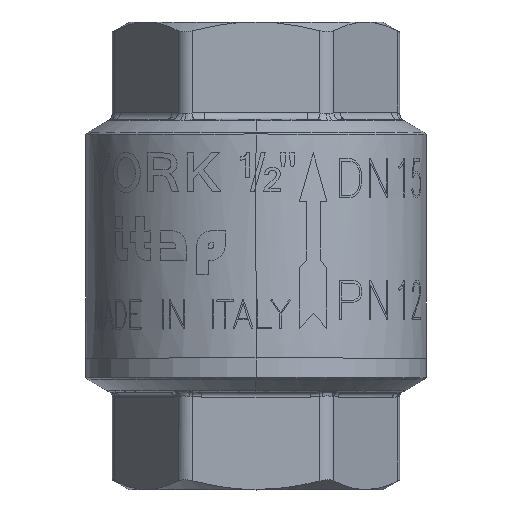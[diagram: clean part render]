
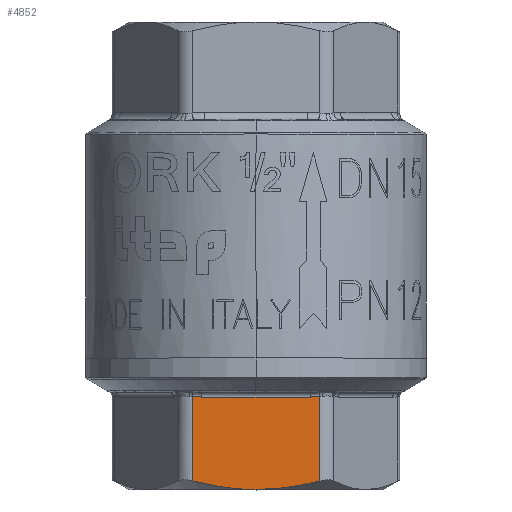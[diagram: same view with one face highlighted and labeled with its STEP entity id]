
A CAD part, top view. The second image highlights one B-rep face of the part: STEP entity #4852.
In plain terms, the highlighted planar face has unit normal (0, 0, 1).
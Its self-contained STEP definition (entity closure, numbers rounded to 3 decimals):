
#558 = CARTESIAN_POINT ( 'NONE',  ( -3.319, -47.751, 13. ) ) ;
#744 = CARTESIAN_POINT ( 'NONE',  ( 6.531, -41.333, 13. ) ) ;
#1074 = CARTESIAN_POINT ( 'NONE',  ( 3.248, -47.761, 13. ) ) ;
#1116 = EDGE_CURVE ( 'NONE', #10759, #4427, #8108, .T. ) ;
#1176 = CARTESIAN_POINT ( 'NONE',  ( 0., -47.991, 13. ) ) ;
#1255 = B_SPLINE_CURVE_WITH_KNOTS ( 'NONE', 3,
 ( #13710, #11412, #11523, #3347, #2138, #10308, #6835, #12657, #1074, #4508, #4461, #2340, #9174 ),
 .UNSPECIFIED., .F., .F.,
 ( 4, 1, 1, 1, 1, 1, 2, 2, 4 ),
 ( 0., 0.25, 0.375, 0.437, 0.469, 0.484, 0.492, 0.5, 1. ),
 .UNSPECIFIED. ) ;
#1356 = CARTESIAN_POINT ( 'NONE',  ( -5.147, -47.433, 13. ) ) ;
#1407 = FACE_OUTER_BOUND ( 'NONE', #12788, .T. ) ;
#1454 = CARTESIAN_POINT ( 'NONE',  ( 0., -47.991, 13. ) ) ;
#1463 = DIRECTION ( 'NONE',  ( 0., 0., 1. ) ) ;
#1780 = CARTESIAN_POINT ( 'NONE',  ( -6.531, -41.333, 13. ) ) ;
#1833 = CARTESIAN_POINT ( 'NONE',  ( 6.531, -38.451, 13. ) ) ;
#1888 = CARTESIAN_POINT ( 'NONE',  ( 6.531, -47.097, 13. ) ) ;
#2138 = CARTESIAN_POINT ( 'NONE',  ( 2.797, -47.82, 13. ) ) ;
#2340 = CARTESIAN_POINT ( 'NONE',  ( 5.404, -47.389, 13. ) ) ;
#2407 = B_SPLINE_CURVE_WITH_KNOTS ( 'NONE', 3,
 ( #13789, #7879, #10253, #6908 ),
 .UNSPECIFIED., .F., .F.,
 ( 4, 4 ),
 ( 0., 1. ),
 .UNSPECIFIED. ) ;
#2570 = VERTEX_POINT ( 'NONE', #1176 ) ;
#3347 = CARTESIAN_POINT ( 'NONE',  ( 2.314, -47.876, 13. ) ) ;
#3622 = ORIENTED_EDGE ( 'NONE', *, *, #6281, .T. ) ;
#4043 = VERTEX_POINT ( 'NONE', #11278 ) ;
#4158 = CARTESIAN_POINT ( 'NONE',  ( 6.531, -38.451, 13. ) ) ;
#4225 = AXIS2_PLACEMENT_3D ( 'NONE', #12901, #1463, #14057 ) ;
#4389 = EDGE_CURVE ( 'NONE', #10703, #14675, #8183, .T. ) ;
#4427 = VERTEX_POINT ( 'NONE', #7028 ) ;
#4461 = CARTESIAN_POINT ( 'NONE',  ( 4.321, -47.609, 13. ) ) ;
#4508 = CARTESIAN_POINT ( 'NONE',  ( 3.266, -47.758, 13. ) ) ;
#4843 = CARTESIAN_POINT ( 'NONE',  ( -3.756, -47.685, 13. ) ) ;
#4852 = ADVANCED_FACE ( 'NONE', ( #1407 ), #6013, .T. ) ;
#5141 = CARTESIAN_POINT ( 'NONE',  ( -6.531, -47.097, 13. ) ) ;
#5333 = CARTESIAN_POINT ( 'NONE',  ( -6.531, -38.451, 13. ) ) ;
#5950 = CARTESIAN_POINT ( 'NONE',  ( -3.414, -47.737, 13. ) ) ;
#6002 = CARTESIAN_POINT ( 'NONE',  ( -3.366, -47.744, 13. ) ) ;
#6013 = PLANE ( 'NONE',  #4225 ) ;
#6058 = CARTESIAN_POINT ( 'NONE',  ( -1.083, -47.991, 13. ) ) ;
#6076 = EDGE_CURVE ( 'NONE', #4427, #11600, #12445, .T. ) ;
#6231 = ORIENTED_EDGE ( 'NONE', *, *, #1116, .T. ) ;
#6281 = EDGE_CURVE ( 'NONE', #2570, #10759, #1255, .T. ) ;
#6335 = CARTESIAN_POINT ( 'NONE',  ( 6.229, -38.478, 13. ) ) ;
#6385 = CARTESIAN_POINT ( 'NONE',  ( 5.555, -38.491, 13. ) ) ;
#6600 = ORIENTED_EDGE ( 'NONE', *, *, #14322, .T. ) ;
#6835 = CARTESIAN_POINT ( 'NONE',  ( 3.161, -47.773, 13. ) ) ;
#6908 = CARTESIAN_POINT ( 'NONE',  ( -5.555, -38.491, 13. ) ) ;
#7028 = CARTESIAN_POINT ( 'NONE',  ( 6.531, -38.451, 13. ) ) ;
#7605 = CARTESIAN_POINT ( 'NONE',  ( 6.531, -44.215, 13. ) ) ;
#7663 = CARTESIAN_POINT ( 'NONE',  ( -6.531, -38.451, 13. ) ) ;
#7713 = CARTESIAN_POINT ( 'NONE',  ( -6.229, -38.478, 13. ) ) ;
#7879 = CARTESIAN_POINT ( 'NONE',  ( 1.852, -38.491, 13. ) ) ;
#8108 = B_SPLINE_CURVE_WITH_KNOTS ( 'NONE', 3,
 ( #1888, #7605, #744, #4158 ),
 .UNSPECIFIED., .F., .F.,
 ( 4, 4 ),
 ( 0., 1. ),
 .UNSPECIFIED. ) ;
#8182 = CARTESIAN_POINT ( 'NONE',  ( -6.531, -47.097, 13. ) ) ;
#8183 = B_SPLINE_CURVE_WITH_KNOTS ( 'NONE', 3,
 ( #11017, #1780, #9876, #11656 ),
 .UNSPECIFIED., .F., .F.,
 ( 4, 4 ),
 ( 0., 1. ),
 .UNSPECIFIED. ) ;
#8233 = CARTESIAN_POINT ( 'NONE',  ( -2.184, -47.912, 13. ) ) ;
#8384 = CARTESIAN_POINT ( 'NONE',  ( -4.215, -47.609, 13. ) ) ;
#8515 = ORIENTED_EDGE ( 'NONE', *, *, #4389, .T. ) ;
#8879 = CARTESIAN_POINT ( 'NONE',  ( -5.555, -38.491, 13. ) ) ;
#9174 = CARTESIAN_POINT ( 'NONE',  ( 6.531, -47.097, 13. ) ) ;
#9336 = ORIENTED_EDGE ( 'NONE', *, *, #6076, .T. ) ;
#9351 = CARTESIAN_POINT ( 'NONE',  ( -5.971, -47.242, 13. ) ) ;
#9876 = CARTESIAN_POINT ( 'NONE',  ( -6.531, -44.215, 13. ) ) ;
#9881 = CARTESIAN_POINT ( 'NONE',  ( 5.903, -38.491, 13. ) ) ;
#10198 = ORIENTED_EDGE ( 'NONE', *, *, #12110, .T. ) ;
#10253 = CARTESIAN_POINT ( 'NONE',  ( -1.852, -38.491, 13. ) ) ;
#10308 = CARTESIAN_POINT ( 'NONE',  ( 3.04, -47.789, 13. ) ) ;
#10543 = ORIENTED_EDGE ( 'NONE', *, *, #14930, .T. ) ;
#10703 = VERTEX_POINT ( 'NONE', #7663 ) ;
#10759 = VERTEX_POINT ( 'NONE', #11230 ) ;
#11017 = CARTESIAN_POINT ( 'NONE',  ( -6.531, -38.451, 13. ) ) ;
#11230 = CARTESIAN_POINT ( 'NONE',  ( 6.531, -47.097, 13. ) ) ;
#11278 = CARTESIAN_POINT ( 'NONE',  ( -5.555, -38.491, 13. ) ) ;
#11395 = B_SPLINE_CURVE_WITH_KNOTS ( 'NONE', 3,
 ( #8182, #9351, #1356, #8384, #4843, #14098, #5950, #6002, #13999, #558, #8233, #6058, #1454 ),
 .UNSPECIFIED., .F., .F.,
 ( 4, 1, 1, 1, 1, 1, 2, 2, 4 ),
 ( 0., 0.25, 0.375, 0.438, 0.469, 0.484, 0.492, 0.5, 1. ),
 .UNSPECIFIED. ) ;
#11412 = CARTESIAN_POINT ( 'NONE',  ( 0.539, -47.991, 13. ) ) ;
#11523 = CARTESIAN_POINT ( 'NONE',  ( 1.353, -47.962, 13. ) ) ;
#11600 = VERTEX_POINT ( 'NONE', #13838 ) ;
#11656 = CARTESIAN_POINT ( 'NONE',  ( -6.531, -47.097, 13. ) ) ;
#12110 = EDGE_CURVE ( 'NONE', #11600, #4043, #2407, .T. ) ;
#12445 = B_SPLINE_CURVE_WITH_KNOTS ( 'NONE', 3,
 ( #1833, #6335, #9881, #6385 ),
 .UNSPECIFIED., .F., .F.,
 ( 4, 4 ),
 ( 0., 1. ),
 .UNSPECIFIED. ) ;
#12657 = CARTESIAN_POINT ( 'NONE',  ( 3.213, -47.765, 13. ) ) ;
#12788 = EDGE_LOOP ( 'NONE', ( #6600, #3622, #6231, #9336, #10198, #10543, #8515 ) ) ;
#12901 = CARTESIAN_POINT ( 'NONE',  ( 6.531, 12.715, 13. ) ) ;
#13710 = CARTESIAN_POINT ( 'NONE',  ( 0., -47.991, 13. ) ) ;
#13789 = CARTESIAN_POINT ( 'NONE',  ( 5.555, -38.491, 13. ) ) ;
#13838 = CARTESIAN_POINT ( 'NONE',  ( 5.555, -38.491, 13. ) ) ;
#13999 = CARTESIAN_POINT ( 'NONE',  ( -3.334, -47.748, 13. ) ) ;
#14057 = DIRECTION ( 'NONE',  ( 1., 0., 0. ) ) ;
#14098 = CARTESIAN_POINT ( 'NONE',  ( -3.528, -47.72, 13. ) ) ;
#14322 = EDGE_CURVE ( 'NONE', #14675, #2570, #11395, .T. ) ;
#14587 = CARTESIAN_POINT ( 'NONE',  ( -5.903, -38.491, 13. ) ) ;
#14675 = VERTEX_POINT ( 'NONE', #5141 ) ;
#14930 = EDGE_CURVE ( 'NONE', #4043, #10703, #14933, .T. ) ;
#14933 = B_SPLINE_CURVE_WITH_KNOTS ( 'NONE', 3,
 ( #8879, #14587, #7713, #5333 ),
 .UNSPECIFIED., .F., .F.,
 ( 4, 4 ),
 ( 0., 1. ),
 .UNSPECIFIED. ) ;
